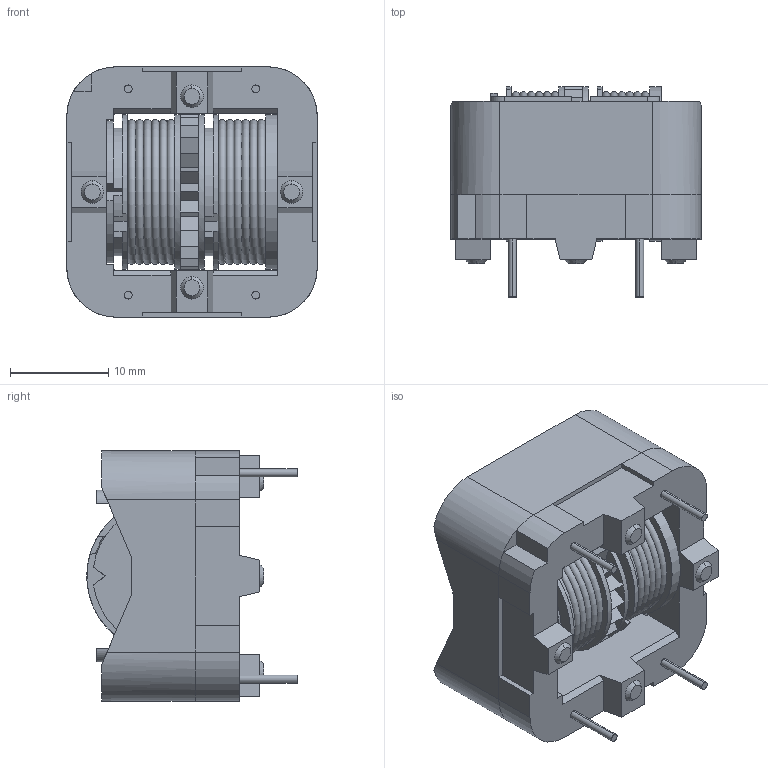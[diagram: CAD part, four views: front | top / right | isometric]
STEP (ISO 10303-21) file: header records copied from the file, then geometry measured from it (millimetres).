
FILE_DESCRIPTION (( 'STEP AP214' ), '1' );
FILE_NAME ('SSRH24NH(MAX-LOGO).STEP', '2018-11-06T02:59:57', ( '' ), ( '' ), 'SwSTEP 2.0', 'SolidWorks 2018', '' );
FILE_SCHEMA (( 'AUTOMOTIVE_DESIGN' ));
Length unit declared in the file: millimetre
Products named in the file (1): SSRH24NH(MAX-LOGO)
Bounding box: 25.5 x 21.43 x 25.5 mm (x, y, z)
Volume: 7369.1 mm3; surface area: 6631 mm2
Topology: 1 solids, 1 shells, 415 faces, 1018 edges, 628 vertices
Faces by surface type: plane 311, cylinder 72, torus 24, cone 8
Entity records: 16596 total; most frequent: DIRECTION 2095, CARTESIAN_POINT 2092, ORIENTED_EDGE 2036, EDGE_CURVE 1018, LINE 753, VECTOR 753, AXIS2_PLACEMENT_3D 671, VERTEX_POINT 628
